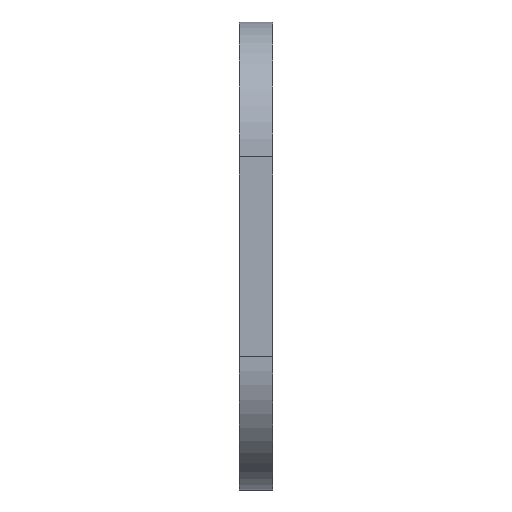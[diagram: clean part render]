
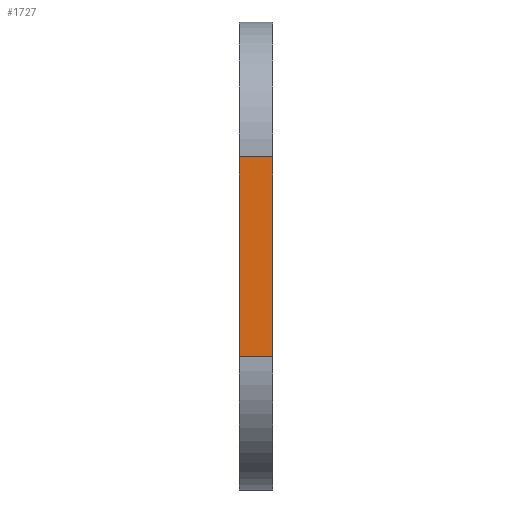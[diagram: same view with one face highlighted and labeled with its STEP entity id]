
A CAD part, left-side view. The second image highlights one B-rep face of the part: STEP entity #1727.
In plain terms, the highlighted planar face has unit normal (-1, 0, 0).
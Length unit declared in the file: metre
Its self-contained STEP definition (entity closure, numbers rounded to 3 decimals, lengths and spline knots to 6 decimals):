
#213 = VERTEX_POINT('',#214);
#214 = CARTESIAN_POINT('',(3.686,-0.6215,3.060457));
#226 = PLANE('',#227);
#227 = AXIS2_PLACEMENT_3D('',#228,#229,#230);
#228 = CARTESIAN_POINT('',(4.311,-0.6215,-4.344111));
#229 = DIRECTION('',(0.,1.,0.));
#230 = DIRECTION('',(-1.,0.,0.));
#277 = B_SPLINE_SURFACE_WITH_KNOTS('',1,8,(
    (#278,#279,#280,#281,#282,#283,#284,#285,#286,#287,#288,#289,#290
      ,#291,#292)
    ,(#293,#294,#295,#296,#297,#298,#299,#300,#301,#302,#303,#304,#305
      ,#306,#307
    )),.UNSPECIFIED.,.F.,.F.,.F.,(2,2),(9,6,9),(2.,3.),(0.,0.5,1.),
  .UNSPECIFIED.);
#278 = CARTESIAN_POINT('',(3.686,-0.6215,3.060457));
#279 = CARTESIAN_POINT('',(3.676625,-0.6215,3.566346));
#280 = CARTESIAN_POINT('',(3.726243,-0.6215,4.061527));
#281 = CARTESIAN_POINT('',(3.831915,-0.6215,4.541161));
#282 = CARTESIAN_POINT('',(3.990062,-0.6215,5.000427));
#283 = CARTESIAN_POINT('',(4.196556,-0.6215,5.435092));
#284 = CARTESIAN_POINT('',(4.447485,-0.6215,5.841502));
#285 = CARTESIAN_POINT('',(5.03081,-0.6215,6.590688));
#286 = CARTESIAN_POINT('',(5.762735,-0.6215,7.198125));
#287 = CARTESIAN_POINT('',(6.162265,-0.6215,7.462786));
#288 = CARTESIAN_POINT('',(6.591886,-0.6215,7.684682));
#289 = CARTESIAN_POINT('',(7.04811,-0.6215,7.859863));
#290 = CARTESIAN_POINT('',(7.527077,-0.6215,7.983896));
#291 = CARTESIAN_POINT('',(8.023986,-0.6215,8.052451));
#292 = CARTESIAN_POINT('',(8.533473,-0.6215,8.061826));
#293 = CARTESIAN_POINT('',(3.686,0.6215,3.060457));
#294 = CARTESIAN_POINT('',(3.676625,0.6215,3.566346));
#295 = CARTESIAN_POINT('',(3.726243,0.6215,4.061527));
#296 = CARTESIAN_POINT('',(3.831915,0.6215,4.541161));
#297 = CARTESIAN_POINT('',(3.990062,0.6215,5.000427));
#298 = CARTESIAN_POINT('',(4.196556,0.6215,5.435092));
#299 = CARTESIAN_POINT('',(4.447485,0.6215,5.841502));
#300 = CARTESIAN_POINT('',(5.03081,0.6215,6.590688));
#301 = CARTESIAN_POINT('',(5.762735,0.6215,7.198125));
#302 = CARTESIAN_POINT('',(6.162265,0.6215,7.462786));
#303 = CARTESIAN_POINT('',(6.591886,0.6215,7.684682));
#304 = CARTESIAN_POINT('',(7.04811,0.6215,7.859863));
#305 = CARTESIAN_POINT('',(7.527077,0.6215,7.983896));
#306 = CARTESIAN_POINT('',(8.023986,0.6215,8.052451));
#307 = CARTESIAN_POINT('',(8.533473,0.6215,8.061826));
#341 = EDGE_CURVE('',#213,#342,#344,.T.);
#342 = VERTEX_POINT('',#343);
#343 = CARTESIAN_POINT('',(3.686,0.6215,3.060457));
#344 = SURFACE_CURVE('',#345,(#348,#355),.PCURVE_S1.);
#345 = B_SPLINE_CURVE_WITH_KNOTS('',1,(#346,#347),.UNSPECIFIED.,.F.,.F.,
  (2,2),(2.,3.),.PIECEWISE_BEZIER_KNOTS.);
#346 = CARTESIAN_POINT('',(3.686,-0.6215,3.060457));
#347 = CARTESIAN_POINT('',(3.686,0.6215,3.060457));
#348 = PCURVE('',#277,#349);
#349 = DEFINITIONAL_REPRESENTATION('',(#350),#354);
#350 = LINE('',#351,#352);
#351 = CARTESIAN_POINT('',(0.,0.));
#352 = VECTOR('',#353,1.);
#353 = DIRECTION('',(1.,0.));
#354 = ( GEOMETRIC_REPRESENTATION_CONTEXT(2) 
PARAMETRIC_REPRESENTATION_CONTEXT() REPRESENTATION_CONTEXT('2D SPACE',''
  ) );
#355 = PCURVE('',#356,#361);
#356 = PLANE('',#357);
#357 = AXIS2_PLACEMENT_3D('',#358,#359,#360);
#358 = CARTESIAN_POINT('',(3.686,-0.6215,-4.344111));
#359 = DIRECTION('',(1.,0.,0.));
#360 = DIRECTION('',(0.,1.,0.));
#361 = DEFINITIONAL_REPRESENTATION('',(#362),#365);
#362 = B_SPLINE_CURVE_WITH_KNOTS('',1,(#363,#364),.UNSPECIFIED.,.F.,.F.,
  (2,2),(2.,3.),.PIECEWISE_BEZIER_KNOTS.);
#363 = CARTESIAN_POINT('',(0.,7.405));
#364 = CARTESIAN_POINT('',(1.243,7.405));
#365 = ( GEOMETRIC_REPRESENTATION_CONTEXT(2) 
PARAMETRIC_REPRESENTATION_CONTEXT() REPRESENTATION_CONTEXT('2D SPACE',''
  ) );
#474 = PLANE('',#475);
#475 = AXIS2_PLACEMENT_3D('',#476,#477,#478);
#476 = CARTESIAN_POINT('',(3.686,0.6215,-4.344111));
#477 = DIRECTION('',(0.,-1.,0.));
#478 = DIRECTION('',(1.,0.,0.));
#1247 = VERTEX_POINT('',#1248);
#1248 = CARTESIAN_POINT('',(3.686,-0.6215,-4.344111));
#1290 = B_SPLINE_SURFACE_WITH_KNOTS('',1,9,(
    (#1291,#1292,#1293,#1294,#1295,#1296,#1297,#1298,#1299,#1300,#1301
      ,#1302,#1303,#1304,#1305,#1306,#1307)
    ,(#1308,#1309,#1310,#1311,#1312,#1313,#1314,#1315,#1316,#1317,#1318
      ,#1319,#1320,#1321,#1322,#1323,#1324
    )),.UNSPECIFIED.,.F.,.F.,.F.,(2,2),(10,7,10),(1.,2.),(0.,0.5,1.
    ),.UNSPECIFIED.);
#1291 = CARTESIAN_POINT('',(8.440431,-0.6215,-9.28509));
#1292 = CARTESIAN_POINT('',(7.992315,-0.6215,-9.276757));
#1293 = CARTESIAN_POINT('',(7.55433,-0.6215,-9.219059));
#1294 = CARTESIAN_POINT('',(7.130638,-0.6215,-9.115431));
#1295 = CARTESIAN_POINT('',(6.724753,-0.6215,-8.969902));
#1296 = CARTESIAN_POINT('',(6.339195,-0.6215,-8.786609));
#1297 = CARTESIAN_POINT('',(5.975957,-0.6215,-8.569141));
#1298 = CARTESIAN_POINT('',(5.636926,-0.6215,-8.320751));
#1299 = CARTESIAN_POINT('',(5.011081,-0.6215,-7.767977));
#1300 = CARTESIAN_POINT('',(4.497856,-0.6215,-7.114184));
#1301 = CARTESIAN_POINT('',(4.271445,-0.6215,-6.764775));
#1302 = CARTESIAN_POINT('',(4.077419,-0.6215,-6.395407));
#1303 = CARTESIAN_POINT('',(3.918224,-0.6215,-6.008579));
#1304 = CARTESIAN_POINT('',(3.796537,-0.6215,-5.606869));
#1305 = CARTESIAN_POINT('',(3.715366,-0.6215,-5.193158));
#1306 = CARTESIAN_POINT('',(3.677667,-0.6215,-4.770939));
#1307 = CARTESIAN_POINT('',(3.686,-0.6215,-4.344111));
#1308 = CARTESIAN_POINT('',(8.440431,0.6215,-9.28509));
#1309 = CARTESIAN_POINT('',(7.992315,0.6215,-9.276757));
#1310 = CARTESIAN_POINT('',(7.55433,0.6215,-9.219059));
#1311 = CARTESIAN_POINT('',(7.130638,0.6215,-9.115431));
#1312 = CARTESIAN_POINT('',(6.724753,0.6215,-8.969902));
#1313 = CARTESIAN_POINT('',(6.339195,0.6215,-8.786609));
#1314 = CARTESIAN_POINT('',(5.975957,0.6215,-8.569141));
#1315 = CARTESIAN_POINT('',(5.636926,0.6215,-8.320751));
#1316 = CARTESIAN_POINT('',(5.011081,0.6215,-7.767977));
#1317 = CARTESIAN_POINT('',(4.497856,0.6215,-7.114184));
#1318 = CARTESIAN_POINT('',(4.271445,0.6215,-6.764775));
#1319 = CARTESIAN_POINT('',(4.077419,0.6215,-6.395407));
#1320 = CARTESIAN_POINT('',(3.918224,0.6215,-6.008579));
#1321 = CARTESIAN_POINT('',(3.796537,0.6215,-5.606869));
#1322 = CARTESIAN_POINT('',(3.715366,0.6215,-5.193158));
#1323 = CARTESIAN_POINT('',(3.677667,0.6215,-4.770939));
#1324 = CARTESIAN_POINT('',(3.686,0.6215,-4.344111));
#1373 = VERTEX_POINT('',#1374);
#1374 = CARTESIAN_POINT('',(3.686,0.6215,-4.344111));
#1423 = EDGE_CURVE('',#1247,#1373,#1424,.T.);
#1424 = SURFACE_CURVE('',#1425,(#1428,#1435),.PCURVE_S1.);
#1425 = B_SPLINE_CURVE_WITH_KNOTS('',1,(#1426,#1427),.UNSPECIFIED.,.F.,
  .F.,(2,2),(1.,2.),.PIECEWISE_BEZIER_KNOTS.);
#1426 = CARTESIAN_POINT('',(3.686,-0.6215,-4.344111));
#1427 = CARTESIAN_POINT('',(3.686,0.6215,-4.344111));
#1428 = PCURVE('',#1290,#1429);
#1429 = DEFINITIONAL_REPRESENTATION('',(#1430),#1434);
#1430 = LINE('',#1431,#1432);
#1431 = CARTESIAN_POINT('',(0.,1.));
#1432 = VECTOR('',#1433,1.);
#1433 = DIRECTION('',(1.,0.));
#1434 = ( GEOMETRIC_REPRESENTATION_CONTEXT(2) 
PARAMETRIC_REPRESENTATION_CONTEXT() REPRESENTATION_CONTEXT('2D SPACE',''
  ) );
#1435 = PCURVE('',#356,#1436);
#1436 = DEFINITIONAL_REPRESENTATION('',(#1437),#1440);
#1437 = B_SPLINE_CURVE_WITH_KNOTS('',1,(#1438,#1439),.UNSPECIFIED.,.F.,
  .F.,(2,2),(1.,2.),.PIECEWISE_BEZIER_KNOTS.);
#1438 = CARTESIAN_POINT('',(0.,0.));
#1439 = CARTESIAN_POINT('',(1.243,0.));
#1440 = ( GEOMETRIC_REPRESENTATION_CONTEXT(2) 
PARAMETRIC_REPRESENTATION_CONTEXT() REPRESENTATION_CONTEXT('2D SPACE',''
  ) );
#1706 = EDGE_CURVE('',#1247,#213,#1707,.T.);
#1707 = SURFACE_CURVE('',#1708,(#1712,#1719),.PCURVE_S1.);
#1708 = LINE('',#1709,#1710);
#1709 = CARTESIAN_POINT('',(3.686,-0.6215,-4.344111));
#1710 = VECTOR('',#1711,1.);
#1711 = DIRECTION('',(0.,0.,1.));
#1712 = PCURVE('',#226,#1713);
#1713 = DEFINITIONAL_REPRESENTATION('',(#1714),#1718);
#1714 = LINE('',#1715,#1716);
#1715 = CARTESIAN_POINT('',(0.625,0.));
#1716 = VECTOR('',#1717,1.);
#1717 = DIRECTION('',(0.,1.));
#1718 = ( GEOMETRIC_REPRESENTATION_CONTEXT(2) 
PARAMETRIC_REPRESENTATION_CONTEXT() REPRESENTATION_CONTEXT('2D SPACE',''
  ) );
#1719 = PCURVE('',#356,#1720);
#1720 = DEFINITIONAL_REPRESENTATION('',(#1721),#1725);
#1721 = LINE('',#1722,#1723);
#1722 = CARTESIAN_POINT('',(0.,0.));
#1723 = VECTOR('',#1724,1.);
#1724 = DIRECTION('',(0.,1.));
#1725 = ( GEOMETRIC_REPRESENTATION_CONTEXT(2) 
PARAMETRIC_REPRESENTATION_CONTEXT() REPRESENTATION_CONTEXT('2D SPACE',''
  ) );
#1727 = ADVANCED_FACE('',(#1728),#356,.F.);
#1728 = FACE_BOUND('',#1729,.F.);
#1729 = EDGE_LOOP('',(#1730,#1731,#1732,#1753));
#1730 = ORIENTED_EDGE('',*,*,#1706,.F.);
#1731 = ORIENTED_EDGE('',*,*,#1423,.T.);
#1732 = ORIENTED_EDGE('',*,*,#1733,.T.);
#1733 = EDGE_CURVE('',#1373,#342,#1734,.T.);
#1734 = SURFACE_CURVE('',#1735,(#1739,#1746),.PCURVE_S1.);
#1735 = LINE('',#1736,#1737);
#1736 = CARTESIAN_POINT('',(3.686,0.6215,-4.344111));
#1737 = VECTOR('',#1738,1.);
#1738 = DIRECTION('',(0.,0.,1.));
#1739 = PCURVE('',#356,#1740);
#1740 = DEFINITIONAL_REPRESENTATION('',(#1741),#1745);
#1741 = LINE('',#1742,#1743);
#1742 = CARTESIAN_POINT('',(1.243,0.));
#1743 = VECTOR('',#1744,1.);
#1744 = DIRECTION('',(0.,1.));
#1745 = ( GEOMETRIC_REPRESENTATION_CONTEXT(2) 
PARAMETRIC_REPRESENTATION_CONTEXT() REPRESENTATION_CONTEXT('2D SPACE',''
  ) );
#1746 = PCURVE('',#474,#1747);
#1747 = DEFINITIONAL_REPRESENTATION('',(#1748),#1752);
#1748 = LINE('',#1749,#1750);
#1749 = CARTESIAN_POINT('',(0.,0.));
#1750 = VECTOR('',#1751,1.);
#1751 = DIRECTION('',(0.,1.));
#1752 = ( GEOMETRIC_REPRESENTATION_CONTEXT(2) 
PARAMETRIC_REPRESENTATION_CONTEXT() REPRESENTATION_CONTEXT('2D SPACE',''
  ) );
#1753 = ORIENTED_EDGE('',*,*,#341,.F.);
